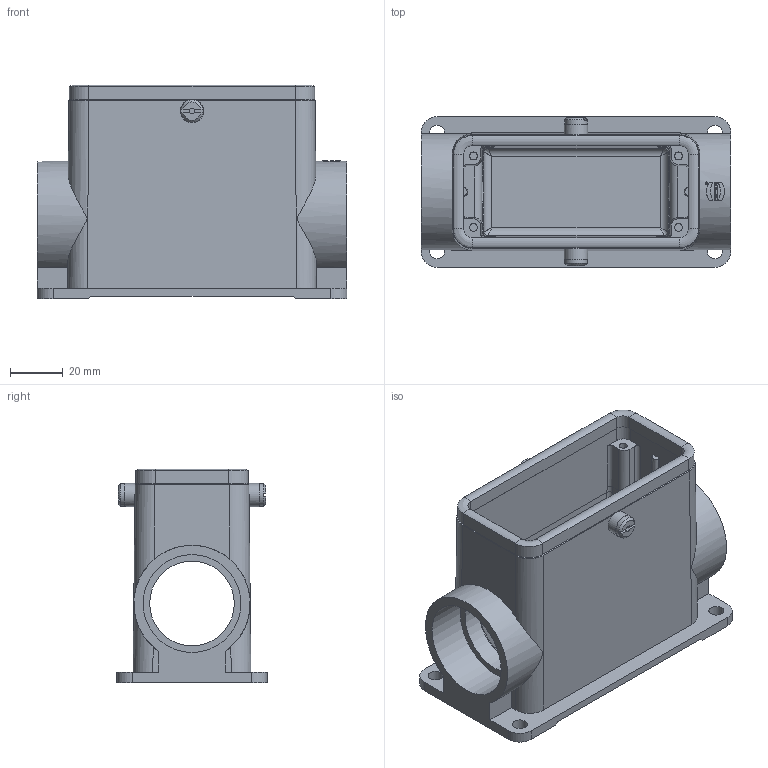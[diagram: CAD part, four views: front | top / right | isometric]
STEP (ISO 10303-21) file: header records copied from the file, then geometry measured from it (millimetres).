
FILE_DESCRIPTION(/* description */ (''),/* implementation_level */ '2;1');
FILE_NAME(/* name */ '100764516ugm000_a.stp',/* time_stamp */ '2019-08-05T12:52:24+02:00',/* author */ (''),/* organization */ (''),/* preprocessor_version */ 'ST-DEVELOPER v16.7',/* originating_system */ 'SIEMENS PLM Software NX 12.0',/* authorisation */ '');
FILE_SCHEMA (('AUTOMOTIVE_DESIGN { 1 0 10303 214 3 1 1 1 }'));
Length unit declared in the file: millimetre
Products named in the file (1): 100764516ugm000_a
Bounding box: 117 x 57 x 80.8 mm (x, y, z)
Volume: 127144.3 mm3; surface area: 57176.6 mm2
Topology: 1 solids, 1 shells, 321 faces, 859 edges, 562 vertices
Faces by surface type: plane 147, cylinder 110, bspline 48, cone 12, torus 4
Full cylindrical faces by diameter (mm): 0.77 x1, 2.2 x2, 3 x4, 5.6 x4, 8.5 x2, 8.8 x2, 32 x2, 37 x2
Entity records: 12461 total; most frequent: CARTESIAN_POINT 3802, ORIENTED_EDGE 1636, DIRECTION 1405, EDGE_CURVE 818, VERTEX_POINT 546, AXIS2_PLACEMENT_3D 504, LINE 397, VECTOR 397
